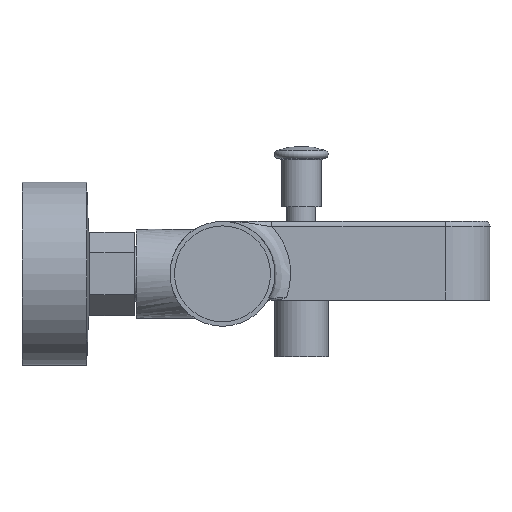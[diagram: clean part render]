
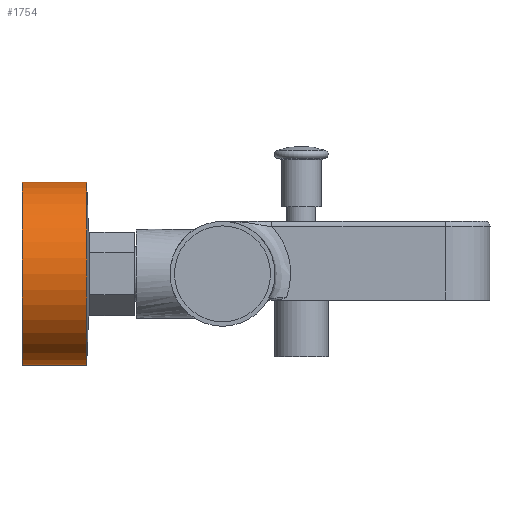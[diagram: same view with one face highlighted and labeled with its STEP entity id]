
A CAD part, front view. The second image highlights one B-rep face of the part: STEP entity #1754.
In plain terms, the highlighted cylindrical face has radius 35 mm (diameter 70 mm), a full revolution.
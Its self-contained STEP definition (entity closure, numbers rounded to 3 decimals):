
#477=ORIENTED_EDGE('',*,*,#923,.F.);
#478=ORIENTED_EDGE('',*,*,#924,.F.);
#923=EDGE_CURVE('',#1199,#1199,#1416,.T.);
#924=EDGE_CURVE('',#1200,#1200,#1417,.T.);
#1199=VERTEX_POINT('',#2652);
#1200=VERTEX_POINT('',#2654);
#1416=CIRCLE('',#2267,35.);
#1417=CIRCLE('',#2268,35.);
#1459=EDGE_LOOP('',(#477));
#1460=EDGE_LOOP('',(#478));
#1596=FACE_BOUND('',#1459,.T.);
#1597=FACE_BOUND('',#1460,.T.);
#1733=CYLINDRICAL_SURFACE('',#2266,35.);
#1754=ADVANCED_FACE('',(#1596,#1597),#1733,.T.);
#2266=AXIS2_PLACEMENT_3D('',#2650,#2380,#2381);
#2267=AXIS2_PLACEMENT_3D('',#2651,#2382,#2383);
#2268=AXIS2_PLACEMENT_3D('',#2653,#2384,#2385);
#2380=DIRECTION('',(-1.,0.,0.));
#2381=DIRECTION('',(0.,1.,0.));
#2382=DIRECTION('',(1.,0.,0.));
#2383=DIRECTION('',(0.,-1.,0.));
#2384=DIRECTION('',(-1.,0.,0.));
#2385=DIRECTION('',(0.,-1.,0.));
#2650=CARTESIAN_POINT('',(-50.462,-75.,0.));
#2651=CARTESIAN_POINT('',(-51.825,-75.,0.));
#2652=CARTESIAN_POINT('',(-51.825,-110.,0.));
#2653=CARTESIAN_POINT('',(-76.462,-75.,0.));
#2654=CARTESIAN_POINT('',(-76.462,-110.,0.));
